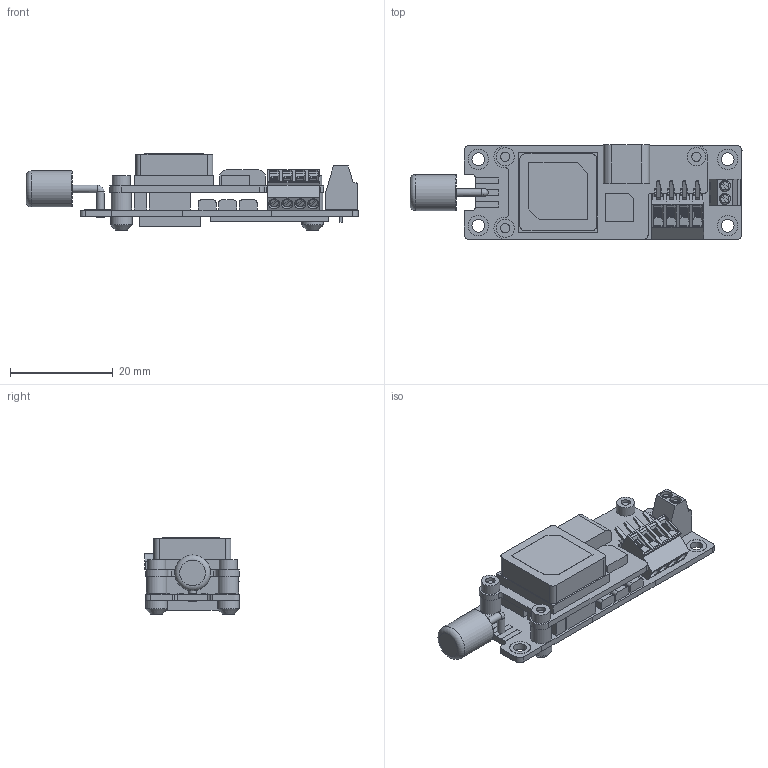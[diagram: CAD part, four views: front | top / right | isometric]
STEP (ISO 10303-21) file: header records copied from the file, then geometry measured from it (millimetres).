
FILE_DESCRIPTION(/* description */ (''),/* implementation_level */ '2;1');
FILE_NAME(/* name */ 'fluctus2_cadmodel_standard.stp.step',/* time_stamp */ '2026-04-17T18:06:51+02:00',/* author */ (''),/* organization */ (''),/* preprocessor_version */ 'ST-DEVELOPER v20.1',/* originating_system */ 'Autodesk Translation Framework v14.24.0.0',/* authorisation */ '');
FILE_SCHEMA (('AUTOMOTIVE_DESIGN { 1 0 10303 214 3 1 1 }'));
Length unit declared in the file: millimetre
Products named in the file (1): Fluctus 2 rough model
Bounding box: 64.77 x 18.49 x 14.85 mm (x, y, z)
Volume: 5676 mm3; surface area: 6852 mm2
Topology: 8 solids, 14 shells, 1123 faces, 3068 edges, 2033 vertices
Faces by surface type: plane 943, cylinder 126, bspline 37, torus 14, cone 3
Full cylindrical faces by diameter (mm): 0.889 x2, 1 x1, 1.5 x2, 1.8 x3, 2 x18, 2.2 x6, 2.5 x4, 3.6 x3, 4 x11, 4.2 x3, 7 x1
Entity records: 38203 total; most frequent: CARTESIAN_POINT 8529, ORIENTED_EDGE 6132, DIRECTION 5464, EDGE_CURVE 3066, LINE 2642, VECTOR 2642, VERTEX_POINT 2033, AXIS2_PLACEMENT_3D 1411
